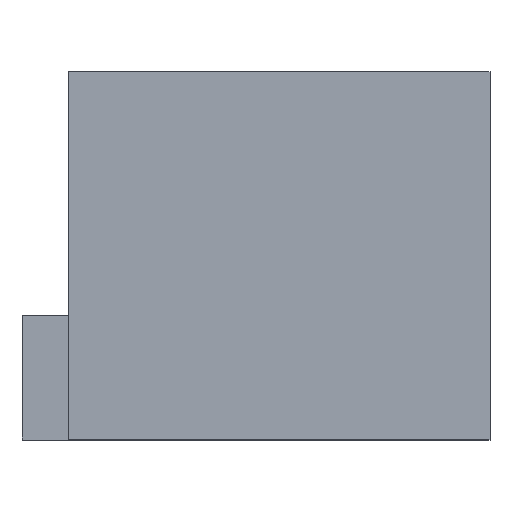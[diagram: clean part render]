
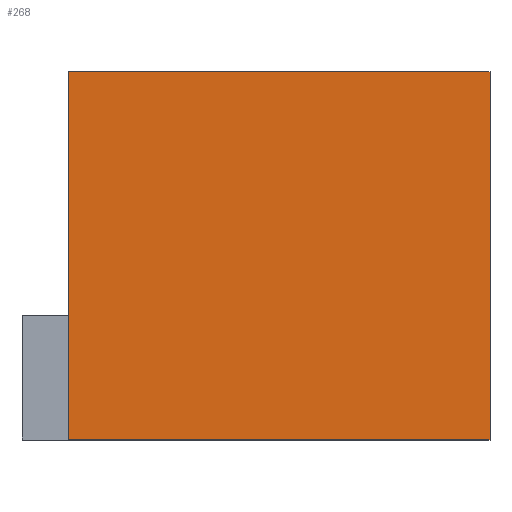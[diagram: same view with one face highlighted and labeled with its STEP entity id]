
A CAD part, top view. The second image highlights one B-rep face of the part: STEP entity #268.
In plain terms, the highlighted planar face has unit normal (0, 0, 1).
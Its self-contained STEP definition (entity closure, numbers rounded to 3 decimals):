
#13=DIRECTION('',(1.,0.,0.));
#14=VECTOR('',#13,135.);
#15=CARTESIAN_POINT('',(-127.218,0.,30.498));
#16=LINE('',#15,#14);
#73=DIRECTION('',(0.,1.,0.));
#74=VECTOR('',#73,118.);
#75=CARTESIAN_POINT('',(7.782,0.,30.498));
#76=LINE('',#75,#74);
#77=DIRECTION('',(0.,1.,0.));
#78=VECTOR('',#77,118.);
#79=CARTESIAN_POINT('',(-127.218,0.,30.498));
#80=LINE('',#79,#78);
#85=DIRECTION('',(1.,0.,0.));
#86=VECTOR('',#85,135.);
#87=CARTESIAN_POINT('',(-127.218,118.,30.498));
#88=LINE('',#87,#86);
#97=CARTESIAN_POINT('',(7.782,0.,30.498));
#99=VERTEX_POINT('',#97);
#103=CARTESIAN_POINT('',(-127.218,0.,30.498));
#104=VERTEX_POINT('',#103);
#105=CARTESIAN_POINT('',(7.782,118.,30.498));
#107=VERTEX_POINT('',#105);
#111=CARTESIAN_POINT('',(-127.218,118.,30.498));
#112=VERTEX_POINT('',#111);
#256=CARTESIAN_POINT('',(-127.218,0.,30.498));
#257=DIRECTION('',(0.,0.,1.));
#258=DIRECTION('',(1.,0.,0.));
#259=AXIS2_PLACEMENT_3D('',#256,#257,#258);
#260=PLANE('',#259);
#261=ORIENTED_EDGE('',*,*,#144,.F.);
#262=ORIENTED_EDGE('',*,*,#169,.T.);
#264=ORIENTED_EDGE('',*,*,#263,.T.);
#265=ORIENTED_EDGE('',*,*,#248,.F.);
#266=EDGE_LOOP('',(#261,#262,#264,#265));
#267=FACE_OUTER_BOUND('',#266,.F.);
#268=ADVANCED_FACE('',(#267),#260,.T.);
#144=EDGE_CURVE('',#104,#99,#16,.T.);
#169=EDGE_CURVE('',#104,#112,#80,.T.);
#248=EDGE_CURVE('',#99,#107,#76,.T.);
#263=EDGE_CURVE('',#112,#107,#88,.T.);
